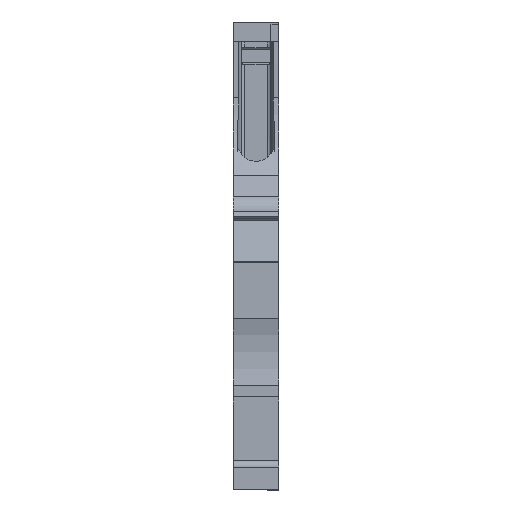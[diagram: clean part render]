
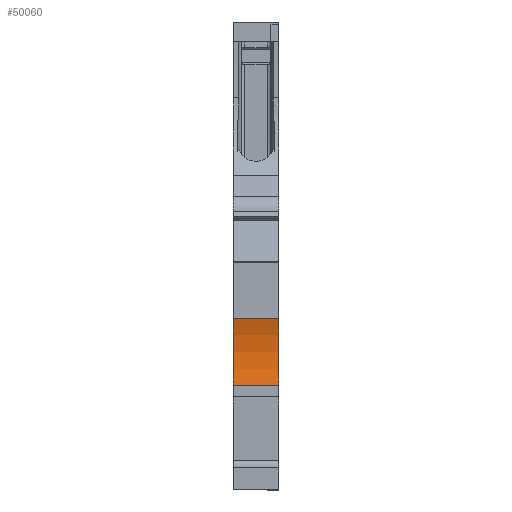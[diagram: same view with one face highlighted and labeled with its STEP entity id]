
A CAD part, front view. The second image highlights one B-rep face of the part: STEP entity #50060.
In plain terms, the highlighted cylindrical face has radius 15 mm (diameter 30 mm), a partial arc.
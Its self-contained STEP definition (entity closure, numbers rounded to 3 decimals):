
#49460=CARTESIAN_POINT('',(4.082,8.594,
-5.65));
#49470=VERTEX_POINT('',#49460);
#49500=CARTESIAN_POINT('',(4.082,8.594,
0.5));
#49510=DIRECTION('',(0.,0.,1.));
#49520=VECTOR('',#49510,1.);
#49530=LINE('',#49500,#49520);
#49540=CARTESIAN_POINT('',(4.082,8.594,
0.5));
#49550=VERTEX_POINT('',#49540);
#49560=EDGE_CURVE('',#49470,#49550,#49530,.T.);
#49740=CARTESIAN_POINT('',(-10.669,11.316,
0.5));
#49750=DIRECTION('',(0.,0.,1.));
#49760=DIRECTION('',(0.993,0.122,
0.));
#49770=AXIS2_PLACEMENT_3D('',#49740,#49750,#49760);
#49780=CYLINDRICAL_SURFACE('',#49770,15.);
#49790=CARTESIAN_POINT('',(2.985,17.527,
0.5));
#49800=DIRECTION('',(0.,0.,1.));
#49810=VECTOR('',#49800,1.);
#49820=LINE('',#49790,#49810);
#49830=CARTESIAN_POINT('',(2.985,17.527,
-5.65));
#49840=VERTEX_POINT('',#49830);
#49850=CARTESIAN_POINT('',(2.985,17.527,
0.5));
#49860=VERTEX_POINT('',#49850);
#49870=EDGE_CURVE('',#49840,#49860,#49820,.T.);
#49880=ORIENTED_EDGE('',*,*,#49870,.F.);
#49890=CARTESIAN_POINT('',(-10.669,11.316,
0.5));
#49900=DIRECTION('',(0.,0.,1.));
#49910=DIRECTION('',(0.993,0.122,
0.));
#49920=AXIS2_PLACEMENT_3D('',#49890,#49900,#49910);
#49930=CIRCLE('',#49920,15.);
#49940=EDGE_CURVE('',#49550,#49860,#49930,.T.);
#49950=ORIENTED_EDGE('',*,*,#49940,.T.);
#49960=ORIENTED_EDGE('',*,*,#49560,.T.);
#49970=CARTESIAN_POINT('',(-10.669,11.316,
-5.65));
#49980=DIRECTION('',(0.,0.,1.));
#49990=DIRECTION('',(0.993,0.122,
0.));
#50000=AXIS2_PLACEMENT_3D('',#49970,#49980,#49990);
#50010=CIRCLE('',#50000,15.);
#50020=EDGE_CURVE('',#49470,#49840,#50010,.T.);
#50030=ORIENTED_EDGE('',*,*,#50020,.F.);
#50040=EDGE_LOOP('',(#50030,#49960,#49950,#49880));
#50050=FACE_OUTER_BOUND('',#50040,.T.);
#50060=ADVANCED_FACE('',(#50050),#49780,.F.);
